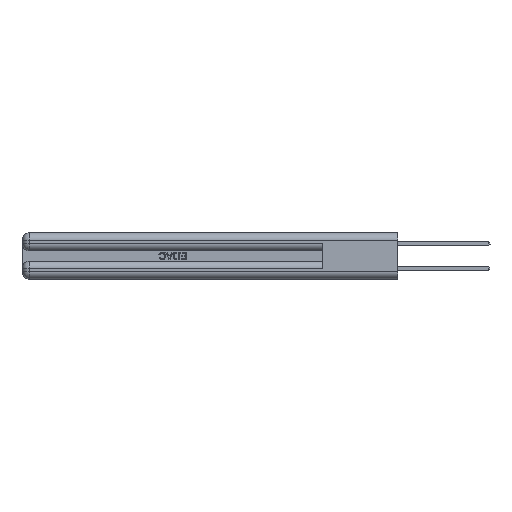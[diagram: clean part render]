
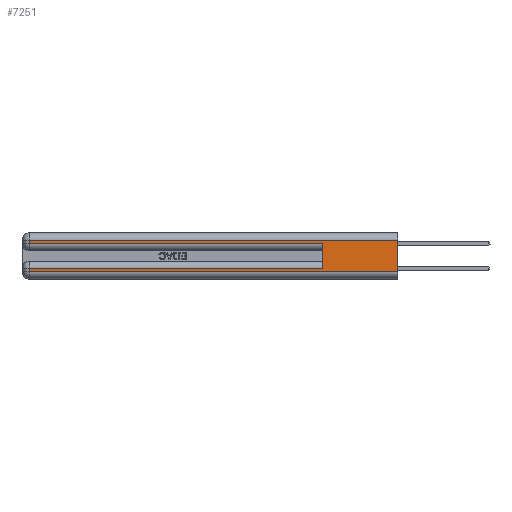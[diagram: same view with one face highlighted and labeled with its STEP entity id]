
A CAD part, left-side view. The second image highlights one B-rep face of the part: STEP entity #7251.
In plain terms, the highlighted planar face has unit normal (-1, 0, 0).
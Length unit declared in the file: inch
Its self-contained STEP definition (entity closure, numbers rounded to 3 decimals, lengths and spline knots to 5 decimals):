
#73 = ORIENTED_EDGE ( 'NONE', *, *, #36599, .T. ) ;
#193 = ORIENTED_EDGE ( 'NONE', *, *, #10013, .T. ) ;
#1472 = CARTESIAN_POINT ( 'NONE',  ( 0., 0.6, 0.085 ) ) ;
#2978 = CARTESIAN_POINT ( 'NONE',  ( 0., 2.94, 0.285 ) ) ;
#3187 = DIRECTION ( 'NONE',  ( 1., 0., 0. ) ) ;
#5347 = VERTEX_POINT ( 'NONE', #37522 ) ;
#6151 = DIRECTION ( 'NONE',  ( 0., -1., 0. ) ) ;
#7251 = ADVANCED_FACE ( 'NONE', ( #21532 ), #32450, .F. ) ;
#7628 = EDGE_CURVE ( 'NONE', #15885, #10926, #22652, .T. ) ;
#7899 = CARTESIAN_POINT ( 'NONE',  ( 0., 0., 0.31 ) ) ;
#8384 = CARTESIAN_POINT ( 'NONE',  ( 0., 0., 0.085 ) ) ;
#9076 = EDGE_LOOP ( 'NONE', ( #13299, #47624, #31000, #193, #29326, #73, #32108, #30324 ) ) ;
#10013 = EDGE_CURVE ( 'NONE', #38587, #14174, #33337, .T. ) ;
#10375 = DIRECTION ( 'NONE',  ( 0., 0., -1. ) ) ;
#10689 = DIRECTION ( 'NONE',  ( 0., 0., 1. ) ) ;
#10926 = VERTEX_POINT ( 'NONE', #22554 ) ;
#11198 = LINE ( 'NONE', #13658, #38218 ) ;
#12848 = VECTOR ( 'NONE', #31778, 39.37008 ) ;
#13299 = ORIENTED_EDGE ( 'NONE', *, *, #26107, .F. ) ;
#13658 = CARTESIAN_POINT ( 'NONE',  ( 0., 2.94, 0.37 ) ) ;
#14174 = VERTEX_POINT ( 'NONE', #16199 ) ;
#14289 = CARTESIAN_POINT ( 'NONE',  ( 0., 0., 0.37 ) ) ;
#15885 = VERTEX_POINT ( 'NONE', #7899 ) ;
#16199 = CARTESIAN_POINT ( 'NONE',  ( 0., 0.6, 0.285 ) ) ;
#17358 = DIRECTION ( 'NONE',  ( 0., 0., -1. ) ) ;
#17637 = CARTESIAN_POINT ( 'NONE',  ( 0., 0., 0.285 ) ) ;
#18016 = VECTOR ( 'NONE', #10375, 39.37008 ) ;
#20571 = LINE ( 'NONE', #32768, #47452 ) ;
#20893 = CARTESIAN_POINT ( 'NONE',  ( 0., 2.94, 0.37 ) ) ;
#21114 = VECTOR ( 'NONE', #37855, 39.37008 ) ;
#21532 = FACE_OUTER_BOUND ( 'NONE', #9076, .T. ) ;
#22554 = CARTESIAN_POINT ( 'NONE',  ( 0., 2.94, 0.31 ) ) ;
#22652 = LINE ( 'NONE', #35299, #12848 ) ;
#23107 = LINE ( 'NONE', #29453, #42552 ) ;
#23229 = EDGE_CURVE ( 'NONE', #10926, #38587, #11198, .T. ) ;
#25896 = VERTEX_POINT ( 'NONE', #44021 ) ;
#26107 = EDGE_CURVE ( 'NONE', #15885, #5347, #23107, .T. ) ;
#26473 = VERTEX_POINT ( 'NONE', #28464 ) ;
#27161 = LINE ( 'NONE', #42816, #46548 ) ;
#28464 = CARTESIAN_POINT ( 'NONE',  ( 0., 2.94, 0.085 ) ) ;
#28732 = DIRECTION ( 'NONE',  ( 0., -1., 0. ) ) ;
#29067 = DIRECTION ( 'NONE',  ( 0., 0., -1. ) ) ;
#29326 = ORIENTED_EDGE ( 'NONE', *, *, #46565, .F. ) ;
#29453 = CARTESIAN_POINT ( 'NONE',  ( 0., 0., 0.37 ) ) ;
#30324 = ORIENTED_EDGE ( 'NONE', *, *, #43510, .T. ) ;
#31000 = ORIENTED_EDGE ( 'NONE', *, *, #23229, .T. ) ;
#31778 = DIRECTION ( 'NONE',  ( 0., 1., 0. ) ) ;
#32108 = ORIENTED_EDGE ( 'NONE', *, *, #42801, .T. ) ;
#32166 = VECTOR ( 'NONE', #28732, 39.37008 ) ;
#32450 = PLANE ( 'NONE',  #41182 ) ;
#32768 = CARTESIAN_POINT ( 'NONE',  ( 0., 0.6, 0.145 ) ) ;
#33159 = DIRECTION ( 'NONE',  ( 0., 0., -1. ) ) ;
#33337 = LINE ( 'NONE', #17637, #32166 ) ;
#35299 = CARTESIAN_POINT ( 'NONE',  ( 0., 0., 0.31 ) ) ;
#35574 = VERTEX_POINT ( 'NONE', #1472 ) ;
#36599 = EDGE_CURVE ( 'NONE', #35574, #26473, #40579, .T. ) ;
#37513 = LINE ( 'NONE', #20893, #18016 ) ;
#37522 = CARTESIAN_POINT ( 'NONE',  ( 0., 0., 0.06 ) ) ;
#37855 = DIRECTION ( 'NONE',  ( 0., 1., 0. ) ) ;
#38218 = VECTOR ( 'NONE', #17358, 39.37008 ) ;
#38587 = VERTEX_POINT ( 'NONE', #2978 ) ;
#40579 = LINE ( 'NONE', #8384, #21114 ) ;
#41182 = AXIS2_PLACEMENT_3D ( 'NONE', #14289, #3187, #29067 ) ;
#42552 = VECTOR ( 'NONE', #33159, 39.37008 ) ;
#42801 = EDGE_CURVE ( 'NONE', #26473, #25896, #37513, .T. ) ;
#42816 = CARTESIAN_POINT ( 'NONE',  ( 0., 0., 0.06 ) ) ;
#43510 = EDGE_CURVE ( 'NONE', #25896, #5347, #27161, .T. ) ;
#44021 = CARTESIAN_POINT ( 'NONE',  ( 0., 2.94, 0.06 ) ) ;
#46548 = VECTOR ( 'NONE', #6151, 39.37008 ) ;
#46565 = EDGE_CURVE ( 'NONE', #35574, #14174, #20571, .T. ) ;
#47452 = VECTOR ( 'NONE', #10689, 39.37008 ) ;
#47624 = ORIENTED_EDGE ( 'NONE', *, *, #7628, .T. ) ;
